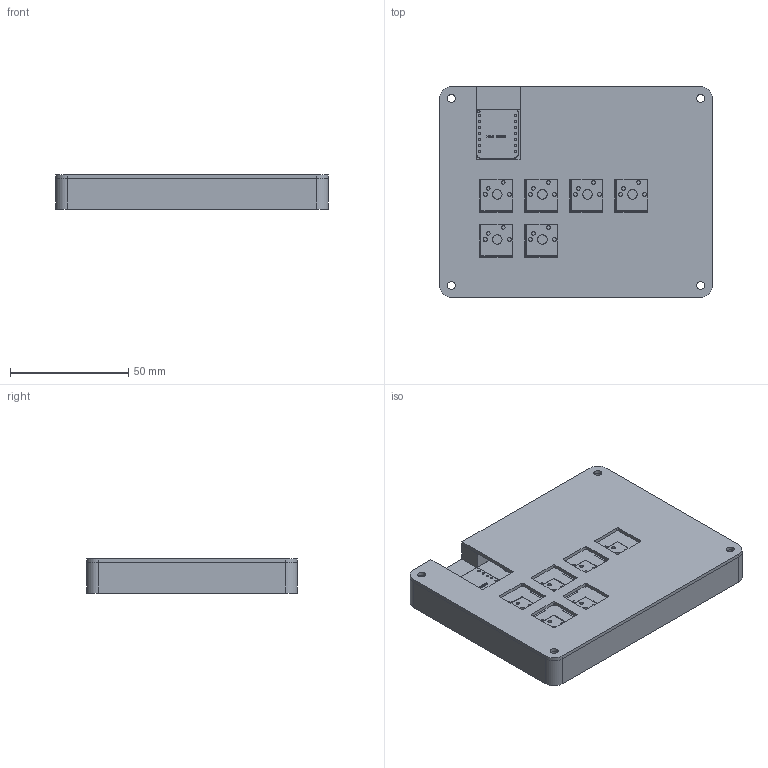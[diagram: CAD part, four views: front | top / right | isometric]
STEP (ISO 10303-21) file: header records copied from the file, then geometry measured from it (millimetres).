
FILE_DESCRIPTION(/* description */ (''),/* implementation_level */ '2;1');
FILE_NAME(/* name */ 'MacroPad v3.step',/* time_stamp */ '2025-06-27T12:33:13-04:00',/* author */ (''),/* organization */ (''),/* preprocessor_version */ 'ST-DEVELOPER v20.1',/* originating_system */ 'Autodesk Translation Framework v14.10.0.0',/* authorisation */ '');
FILE_SCHEMA (('AUTOMOTIVE_DESIGN { 1 0 10303 214 3 1 1 }'));
Length unit declared in the file: millimetre
Products named in the file (7): 2025-06-27-10-42-38-505; 2025-06-27-11-55-23-436; 2025-06-27-15-55-14-323; 2025-06-27-15-55-14-324; 2025-06-27-15-55-14-325; 2025-06-27-15-55-14-326; 2025-06-27-16-16-51-079
Assembly tree (5 placements, depth 3):
  2025-06-27-10-42-38-505
  2025-06-27-11-55-23-436
    2025-06-27-15-55-14-323
      2025-06-27-15-55-14-324
      2025-06-27-15-55-14-325
      2025-06-27-15-55-14-326
    2025-06-27-16-16-51-079
Bounding box: 115.26 x 89.06 x 14.5 mm (x, y, z)
Volume: 86110.6 mm3; surface area: 74426.9 mm2
Topology: 3 solids, 78 shells, 221 faces, 2710 edges, 2574 vertices
Faces by surface type: plane 133, cylinder 88
Full cylindrical faces by diameter (mm): 0.889 x14, 1.5 x12, 1.7 x12, 3.4 x8, 4 x6, 6 x4
Entity records: 25227 total; most frequent: CARTESIAN_POINT 5519, DIRECTION 3777, ORIENTED_EDGE 3118, EDGE_CURVE 2710, VERTEX_POINT 2574, LINE 2113, VECTOR 2113, AXIS2_PLACEMENT_3D 832
